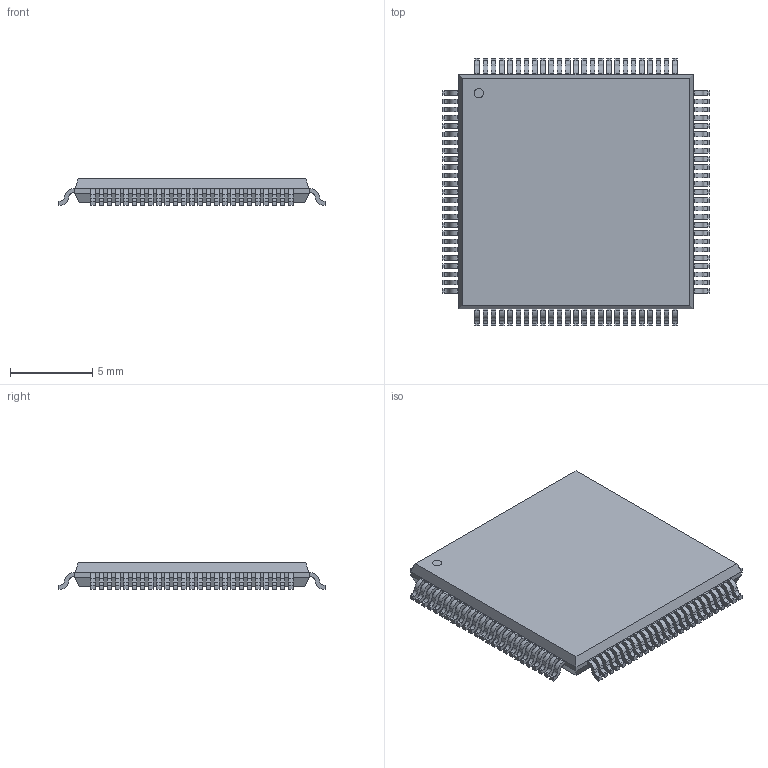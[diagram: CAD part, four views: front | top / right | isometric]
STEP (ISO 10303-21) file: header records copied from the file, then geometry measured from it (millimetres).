
FILE_DESCRIPTION (( 'STEP AP214' ), '1' );
FILE_NAME ('LQFP-100_STM.STEP', '2024-07-14T11:57:52', ( '' ), ( '' ), 'SwSTEP 2.0', 'SolidWorks 2023', '' );
FILE_SCHEMA (( 'AUTOMOTIVE_DESIGN' ));
Length unit declared in the file: millimetre
Products named in the file (1): LQFP-100_STM
Bounding box: 16.21 x 16.21 x 1.6 mm (x, y, z)
Volume: 294.3 mm3; surface area: 628.1 mm2
Topology: 102 solids, 102 shells, 1418 faces, 3634 edges, 2420 vertices
Faces by surface type: plane 1016, cylinder 402
Entity records: 44786 total; most frequent: CARTESIAN_POINT 10521, ORIENTED_EDGE 7268, DIRECTION 6260, EDGE_CURVE 3634, VERTEX_POINT 2420, AXIS2_PLACEMENT_3D 2223, LINE 1814, VECTOR 1814
